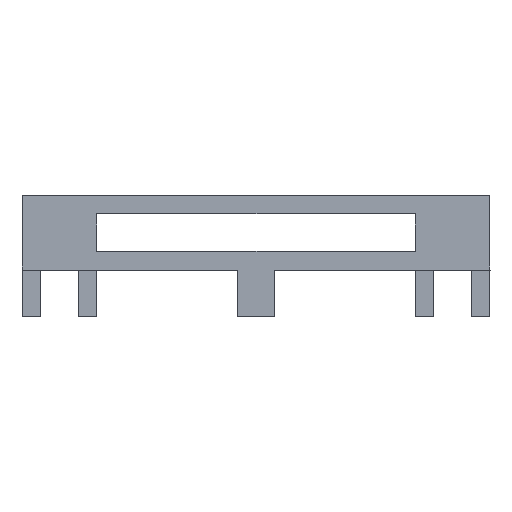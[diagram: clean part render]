
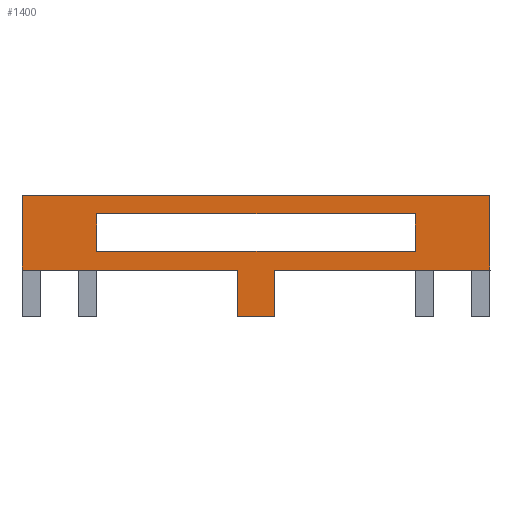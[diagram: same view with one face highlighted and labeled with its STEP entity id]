
A CAD part, front view. The second image highlights one B-rep face of the part: STEP entity #1400.
In plain terms, the highlighted planar face has unit normal (0, -1, 0).
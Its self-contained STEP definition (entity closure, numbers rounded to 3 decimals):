
#24=FACE_BOUND('',#116,.T.);
#50=FACE_OUTER_BOUND('',#115,.T.);
#115=EDGE_LOOP('',(#1019,#1020,#1021,#1022,#1023,#1024,#1025,#1026));
#116=EDGE_LOOP('',(#1027,#1028,#1029,#1030));
#180=LINE('',#1905,#384);
#200=LINE('',#1944,#404);
#239=LINE('',#2024,#443);
#240=LINE('',#2026,#444);
#241=LINE('',#2028,#445);
#242=LINE('',#2029,#446);
#243=LINE('',#2030,#447);
#244=LINE('',#2031,#448);
#245=LINE('',#2034,#449);
#246=LINE('',#2036,#450);
#247=LINE('',#2038,#451);
#248=LINE('',#2039,#452);
#384=VECTOR('',#1551,10.);
#404=VECTOR('',#1575,10.);
#443=VECTOR('',#1648,10.);
#444=VECTOR('',#1649,10.);
#445=VECTOR('',#1650,10.);
#446=VECTOR('',#1651,10.);
#447=VECTOR('',#1652,10.);
#448=VECTOR('',#1653,10.);
#449=VECTOR('',#1654,10.);
#450=VECTOR('',#1655,10.);
#451=VECTOR('',#1656,10.);
#452=VECTOR('',#1657,10.);
#588=VERTEX_POINT('',#1902);
#589=VERTEX_POINT('',#1904);
#604=VERTEX_POINT('',#1938);
#606=VERTEX_POINT('',#1942);
#629=VERTEX_POINT('',#2022);
#630=VERTEX_POINT('',#2023);
#631=VERTEX_POINT('',#2025);
#632=VERTEX_POINT('',#2027);
#633=VERTEX_POINT('',#2032);
#634=VERTEX_POINT('',#2033);
#635=VERTEX_POINT('',#2035);
#636=VERTEX_POINT('',#2037);
#720=EDGE_CURVE('',#588,#589,#180,.F.);
#740=EDGE_CURVE('',#604,#606,#200,.F.);
#779=EDGE_CURVE('',#629,#630,#239,.F.);
#780=EDGE_CURVE('',#631,#629,#240,.T.);
#781=EDGE_CURVE('',#632,#631,#241,.T.);
#782=EDGE_CURVE('',#589,#632,#242,.T.);
#783=EDGE_CURVE('',#588,#604,#243,.T.);
#784=EDGE_CURVE('',#606,#630,#244,.T.);
#785=EDGE_CURVE('',#633,#634,#245,.F.);
#786=EDGE_CURVE('',#635,#633,#246,.F.);
#787=EDGE_CURVE('',#636,#635,#247,.F.);
#788=EDGE_CURVE('',#634,#636,#248,.F.);
#1019=ORIENTED_EDGE('',*,*,#779,.F.);
#1020=ORIENTED_EDGE('',*,*,#780,.F.);
#1021=ORIENTED_EDGE('',*,*,#781,.F.);
#1022=ORIENTED_EDGE('',*,*,#782,.F.);
#1023=ORIENTED_EDGE('',*,*,#720,.F.);
#1024=ORIENTED_EDGE('',*,*,#783,.T.);
#1025=ORIENTED_EDGE('',*,*,#740,.T.);
#1026=ORIENTED_EDGE('',*,*,#784,.T.);
#1027=ORIENTED_EDGE('',*,*,#785,.F.);
#1028=ORIENTED_EDGE('',*,*,#786,.F.);
#1029=ORIENTED_EDGE('',*,*,#787,.F.);
#1030=ORIENTED_EDGE('',*,*,#788,.F.);
#1336=PLANE('',#1479);
#1400=ADVANCED_FACE('',(#50,#24),#1336,.F.);
#1479=AXIS2_PLACEMENT_3D('',#2021,#1646,#1647);
#1551=DIRECTION('',(1.,0.,0.));
#1575=DIRECTION('',(-1.,0.,0.));
#1646=DIRECTION('center_axis',(0.,1.,0.));
#1647=DIRECTION('ref_axis',(1.,0.,0.));
#1648=DIRECTION('',(1.,0.,0.));
#1649=DIRECTION('',(0.,0.,-1.));
#1650=DIRECTION('',(1.,0.,0.));
#1651=DIRECTION('',(0.,0.,1.));
#1652=DIRECTION('',(0.,0.,-1.));
#1653=DIRECTION('',(0.,0.,1.));
#1654=DIRECTION('',(-1.,0.,0.));
#1655=DIRECTION('',(0.,0.,1.));
#1656=DIRECTION('',(1.,0.,0.));
#1657=DIRECTION('',(0.,0.,-1.));
#1902=CARTESIAN_POINT('',(24.5,9.337,55.884));
#1904=CARTESIAN_POINT('',(1.5,9.337,55.884));
#1905=CARTESIAN_POINT('',(24.585,9.337,55.884));
#1938=CARTESIAN_POINT('',(24.5,9.337,50.884));
#1942=CARTESIAN_POINT('',(28.5,9.337,50.884));
#1944=CARTESIAN_POINT('',(11.835,9.337,50.884));
#2021=CARTESIAN_POINT('Origin',(-2.831,9.337,63.884));
#2022=CARTESIAN_POINT('',(51.5,9.337,55.884));
#2023=CARTESIAN_POINT('',(28.5,9.337,55.884));
#2024=CARTESIAN_POINT('',(24.585,9.337,55.884));
#2025=CARTESIAN_POINT('',(51.5,9.337,63.884));
#2026=CARTESIAN_POINT('',(51.5,9.337,64.884));
#2027=CARTESIAN_POINT('',(1.5,9.337,63.884));
#2028=CARTESIAN_POINT('',(24.335,9.337,63.884));
#2029=CARTESIAN_POINT('',(1.5,9.337,60.384));
#2030=CARTESIAN_POINT('',(24.5,9.337,59.884));
#2031=CARTESIAN_POINT('',(28.5,9.337,60.884));
#2032=CARTESIAN_POINT('',(9.5,9.337,57.884));
#2033=CARTESIAN_POINT('',(43.5,9.337,57.884));
#2034=CARTESIAN_POINT('',(24.085,9.337,57.884));
#2035=CARTESIAN_POINT('',(9.5,9.337,61.884));
#2036=CARTESIAN_POINT('',(9.5,9.337,62.884));
#2037=CARTESIAN_POINT('',(43.5,9.337,61.884));
#2038=CARTESIAN_POINT('',(20.335,9.337,61.884));
#2039=CARTESIAN_POINT('',(43.5,9.337,60.884));
